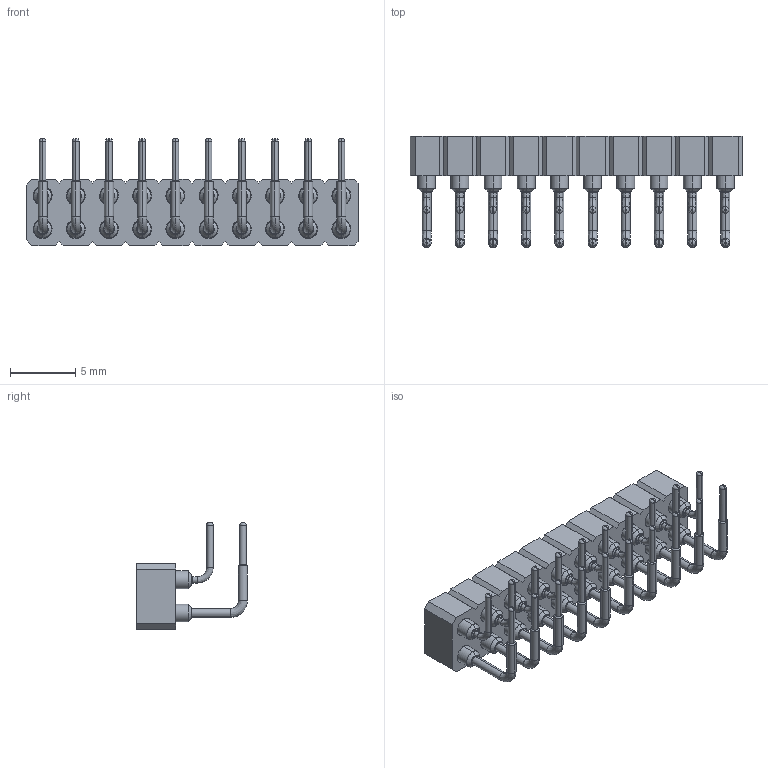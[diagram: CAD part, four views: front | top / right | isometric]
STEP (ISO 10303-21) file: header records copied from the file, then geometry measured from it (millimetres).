
FILE_DESCRIPTION( ('This file contains a STEP AP42 implementation' ,'as created by ZW3D STEP Interface translator.') ,'2;1' );
FILE_NAME( '3520-302XXRXX097X1.stp' ,'231016.1432 8', (''), ('ZWCAD Software Co.'), 'Version 1.0', 'ZW3D to STEP translator', '' );
FILE_SCHEMA(('AUTOMOTIVE_DESIGN { 1 0 10303 214 1 1 1 1 }'));
Length unit declared in the file: millimetre
Products named in the file (6): 0; 3520-30220RXX097X1; g3520-30220fb01_1; t3520-097-r_1; m3520-zhuazi-4_11; t3520-097-r-chang
Assembly tree (41 placements, depth 2):
  0
  3520-30220RXX097X1
    g3520-30220fb01_1
    t3520-097-r_1  x10
    m3520-zhuazi-4_11  x20
    t3520-097-r-chang  x10
Bounding box: 25.4 x 8.49 x 8.2 mm (x, y, z)
Volume: 377.2 mm3; surface area: 1883.6 mm2
Topology: 41 solids, 41 shells, 1804 faces, 4176 edges, 2544 vertices
Faces by surface type: bspline 760, plane 574, cone 390, cylinder 80
Entity records: 19415 total; most frequent: CARTESIAN_POINT 13746, ORIENTED_EDGE 1390, EDGE_CURVE 695, B_SPLINE_CURVE_WITH_KNOTS 693, DIRECTION 478, VERTEX_POINT 446, EDGE_LOOP 359, FACE_OUTER_BOUND 287
